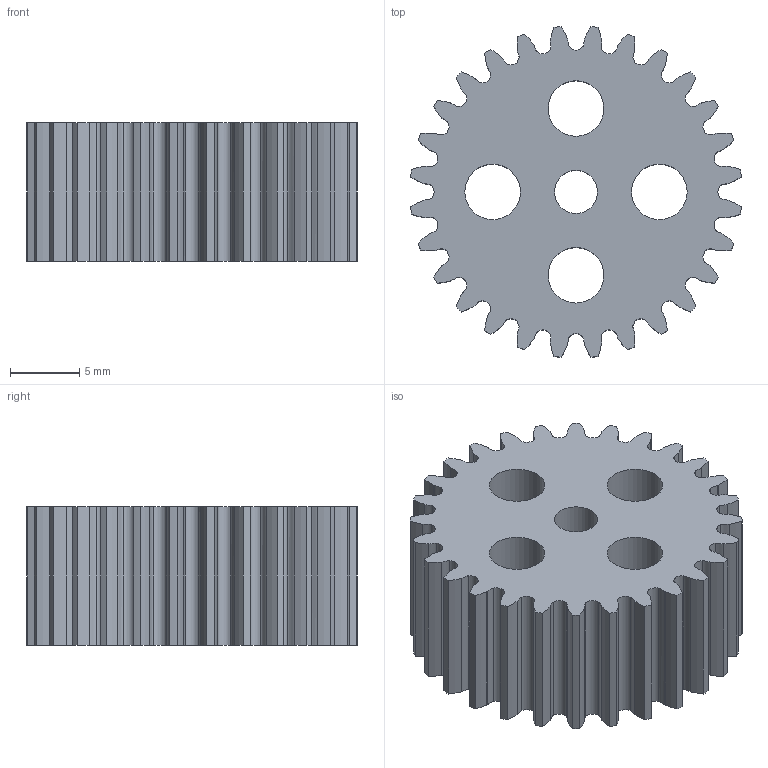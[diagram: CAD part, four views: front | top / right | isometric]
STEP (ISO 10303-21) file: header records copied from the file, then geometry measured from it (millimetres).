
FILE_DESCRIPTION(/* description */ (''),/* implementation_level */ '2;1');
FILE_NAME(/* name */ '3mm bore 28 tooth v2.step',/* time_stamp */ '2021-05-09T15:02:28-04:00',/* author */ (''),/* organization */ (''),/* preprocessor_version */ 'ST-DEVELOPER v18.1',/* originating_system */ 'Autodesk Translation Framework v10.6.0.1341',/* authorisation */ '');
FILE_SCHEMA (('AUTOMOTIVE_DESIGN { 1 0 10303 214 3 1 1 }'));
Length unit declared in the file: millimetre
Products named in the file (1): 3mm bore 28 tooth
Bounding box: 23.8 x 23.8 x 10 mm (x, y, z)
Volume: 3255.9 mm3; surface area: 2599.3 mm2
Topology: 1 solids, 1 shells, 234 faces, 696 edges, 464 vertices
Faces by surface type: bspline 115, cylinder 61, plane 58
Full cylindrical faces by diameter (mm): 3.1 x1, 4 x4
Entity records: 10919 total; most frequent: CARTESIAN_POINT 5258, ORIENTED_EDGE 1392, DIRECTION 831, EDGE_CURVE 696, VERTEX_POINT 464, LINE 347, VECTOR 347, EDGE_LOOP 244
